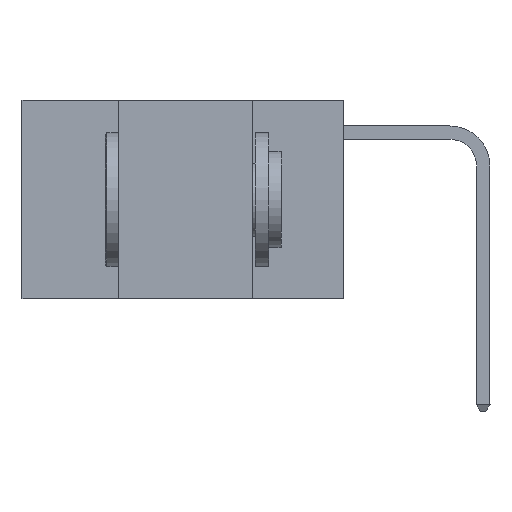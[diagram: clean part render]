
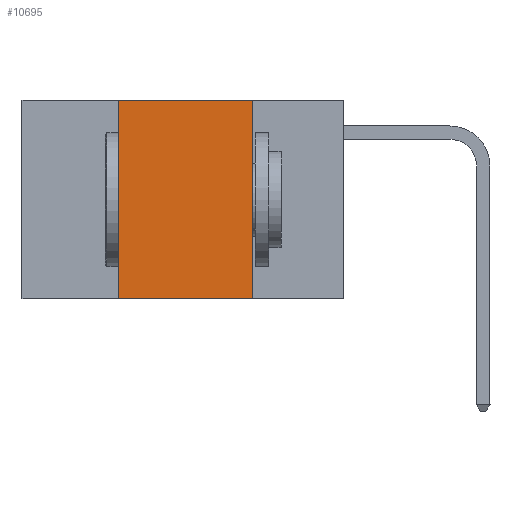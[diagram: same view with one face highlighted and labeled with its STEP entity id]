
A CAD part, left-side view. The second image highlights one B-rep face of the part: STEP entity #10695.
In plain terms, the highlighted planar face has unit normal (-1, 0, 0).
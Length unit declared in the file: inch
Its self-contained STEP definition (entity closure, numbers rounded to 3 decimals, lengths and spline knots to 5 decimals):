
#447 = PLANE ( 'NONE',  #4109 ) ;
#461 = EDGE_CURVE ( 'NONE', #25673, #1211, #4040, .T. ) ;
#696 = ORIENTED_EDGE ( 'NONE', *, *, #23600, .F. ) ;
#1211 = VERTEX_POINT ( 'NONE', #8803 ) ;
#2951 = EDGE_CURVE ( 'NONE', #25080, #19955, #23987, .T. ) ;
#4040 = LINE ( 'NONE', #5757, #16834 ) ;
#4109 = AXIS2_PLACEMENT_3D ( 'NONE', #24397, #4755, #20092 ) ;
#4166 = EDGE_CURVE ( 'NONE', #25080, #1211, #21286, .T. ) ;
#4755 = DIRECTION ( 'NONE',  ( 1., 0., 0. ) ) ;
#4934 = LINE ( 'NONE', #13671, #11722 ) ;
#5757 = CARTESIAN_POINT ( 'NONE',  ( 0., 0.17, 0. ) ) ;
#7750 = DIRECTION ( 'NONE',  ( 0., 0., -1. ) ) ;
#8360 = DIRECTION ( 'NONE',  ( 0., -1., 0. ) ) ;
#8803 = CARTESIAN_POINT ( 'NONE',  ( 0., 0.17, -0.37 ) ) ;
#9698 = CARTESIAN_POINT ( 'NONE',  ( 0., 0.42, 0. ) ) ;
#9864 = EDGE_LOOP ( 'NONE', ( #10587, #696, #27597, #27947 ) ) ;
#10587 = ORIENTED_EDGE ( 'NONE', *, *, #461, .F. ) ;
#10695 = ADVANCED_FACE ( 'NONE', ( #26673 ), #447, .F. ) ;
#10990 = VECTOR ( 'NONE', #8360, 39.37008 ) ;
#11722 = VECTOR ( 'NONE', #24854, 39.37008 ) ;
#12369 = DIRECTION ( 'NONE',  ( 0., 0., 1. ) ) ;
#13671 = CARTESIAN_POINT ( 'NONE',  ( 0., 0.6, 0. ) ) ;
#16717 = CARTESIAN_POINT ( 'NONE',  ( 0., 0.6, -0.37 ) ) ;
#16834 = VECTOR ( 'NONE', #7750, 39.37008 ) ;
#17208 = CARTESIAN_POINT ( 'NONE',  ( 0., 0.17, 0. ) ) ;
#17402 = CARTESIAN_POINT ( 'NONE',  ( 0., 0.42, 0. ) ) ;
#19955 = VERTEX_POINT ( 'NONE', #9698 ) ;
#20092 = DIRECTION ( 'NONE',  ( 0., 0., -1. ) ) ;
#20965 = CARTESIAN_POINT ( 'NONE',  ( 0., 0.42, -0.37 ) ) ;
#21286 = LINE ( 'NONE', #16717, #10990 ) ;
#22857 = VECTOR ( 'NONE', #12369, 39.37008 ) ;
#23600 = EDGE_CURVE ( 'NONE', #19955, #25673, #4934, .T. ) ;
#23987 = LINE ( 'NONE', #17402, #22857 ) ;
#24397 = CARTESIAN_POINT ( 'NONE',  ( 0., 0.6, 0. ) ) ;
#24854 = DIRECTION ( 'NONE',  ( 0., -1., 0. ) ) ;
#25080 = VERTEX_POINT ( 'NONE', #20965 ) ;
#25673 = VERTEX_POINT ( 'NONE', #17208 ) ;
#26673 = FACE_OUTER_BOUND ( 'NONE', #9864, .T. ) ;
#27597 = ORIENTED_EDGE ( 'NONE', *, *, #2951, .F. ) ;
#27947 = ORIENTED_EDGE ( 'NONE', *, *, #4166, .T. ) ;
